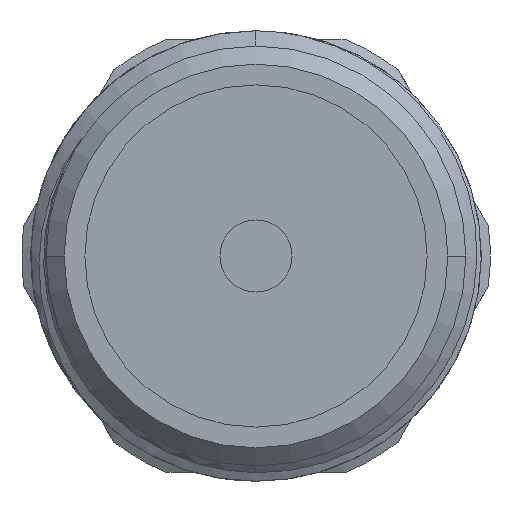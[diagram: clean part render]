
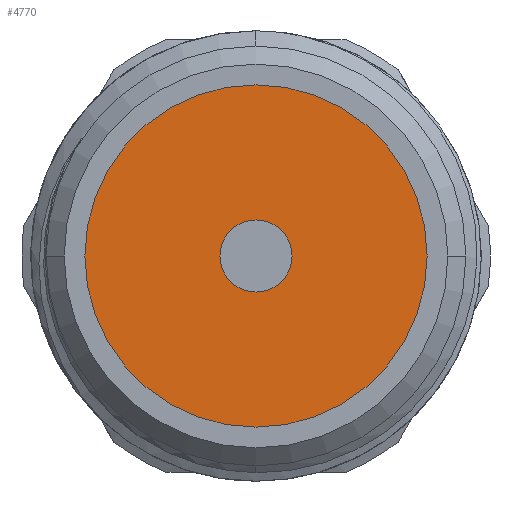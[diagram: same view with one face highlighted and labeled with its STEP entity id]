
A CAD part, front view. The second image highlights one B-rep face of the part: STEP entity #4770.
In plain terms, the highlighted planar face has unit normal (0, -1, 0).
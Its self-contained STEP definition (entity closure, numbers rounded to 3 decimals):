
#135 = AXIS2_PLACEMENT_3D ( 'NONE', #6136, #3707, #3729 ) ;
#148 = CIRCLE ( 'NONE', #5403, 9.5 ) ;
#175 = ORIENTED_EDGE ( 'NONE', *, *, #2421, .T. ) ;
#214 = CIRCLE ( 'NONE', #4470, 2. ) ;
#516 = CARTESIAN_POINT ( 'NONE',  ( 0., -5.6, 9.5 ) ) ;
#634 = VERTEX_POINT ( 'NONE', #1852 ) ;
#820 = DIRECTION ( 'NONE',  ( 0., 0., -1. ) ) ;
#920 = ORIENTED_EDGE ( 'NONE', *, *, #1291, .T. ) ;
#1003 = VERTEX_POINT ( 'NONE', #1569 ) ;
#1040 = CARTESIAN_POINT ( 'NONE',  ( 0., -5.6, 0. ) ) ;
#1215 = DIRECTION ( 'NONE',  ( 0., -1., 0. ) ) ;
#1218 = EDGE_LOOP ( 'NONE', ( #920, #175 ) ) ;
#1291 = EDGE_CURVE ( 'NONE', #5945, #4390, #5124, .T. ) ;
#1518 = FACE_BOUND ( 'NONE', #4974, .T. ) ;
#1535 = DIRECTION ( 'NONE',  ( 0., 0., -1. ) ) ;
#1569 = CARTESIAN_POINT ( 'NONE',  ( 0., -5.6, 2. ) ) ;
#1852 = CARTESIAN_POINT ( 'NONE',  ( 0., -5.6, -2. ) ) ;
#2166 = AXIS2_PLACEMENT_3D ( 'NONE', #5853, #2949, #6330 ) ;
#2421 = EDGE_CURVE ( 'NONE', #4390, #5945, #148, .T. ) ;
#2792 = FACE_OUTER_BOUND ( 'NONE', #1218, .T. ) ;
#2797 = DIRECTION ( 'NONE',  ( 0., -1., 0. ) ) ;
#2831 = CIRCLE ( 'NONE', #2166, 2. ) ;
#2946 = ORIENTED_EDGE ( 'NONE', *, *, #6133, .T. ) ;
#2949 = DIRECTION ( 'NONE',  ( 0., 1., 0. ) ) ;
#3253 = CARTESIAN_POINT ( 'NONE',  ( 0., -5.6, 0. ) ) ;
#3707 = DIRECTION ( 'NONE',  ( 0., -1., 0. ) ) ;
#3729 = DIRECTION ( 'NONE',  ( 0., 0., -1. ) ) ;
#4086 = ORIENTED_EDGE ( 'NONE', *, *, #6008, .T. ) ;
#4143 = CARTESIAN_POINT ( 'NONE',  ( 0., -5.6, 0. ) ) ;
#4225 = CARTESIAN_POINT ( 'NONE',  ( 0., -5.6, -9.5 ) ) ;
#4390 = VERTEX_POINT ( 'NONE', #516 ) ;
#4455 = DIRECTION ( 'NONE',  ( 0., 1., 0. ) ) ;
#4470 = AXIS2_PLACEMENT_3D ( 'NONE', #1040, #4455, #1535 ) ;
#4633 = DIRECTION ( 'NONE',  ( 0., 0., -1. ) ) ;
#4770 = ADVANCED_FACE ( 'NONE', ( #1518, #2792 ), #5163, .T. ) ;
#4974 = EDGE_LOOP ( 'NONE', ( #2946, #4086 ) ) ;
#5124 = CIRCLE ( 'NONE', #5876, 9.5 ) ;
#5163 = PLANE ( 'NONE',  #135 ) ;
#5403 = AXIS2_PLACEMENT_3D ( 'NONE', #4143, #1215, #4633 ) ;
#5853 = CARTESIAN_POINT ( 'NONE',  ( 0., -5.6, 0. ) ) ;
#5876 = AXIS2_PLACEMENT_3D ( 'NONE', #3253, #2797, #820 ) ;
#5945 = VERTEX_POINT ( 'NONE', #4225 ) ;
#6008 = EDGE_CURVE ( 'NONE', #1003, #634, #2831, .T. ) ;
#6133 = EDGE_CURVE ( 'NONE', #634, #1003, #214, .T. ) ;
#6136 = CARTESIAN_POINT ( 'NONE',  ( 0., -5.6, 0. ) ) ;
#6330 = DIRECTION ( 'NONE',  ( 0., 0., -1. ) ) ;
